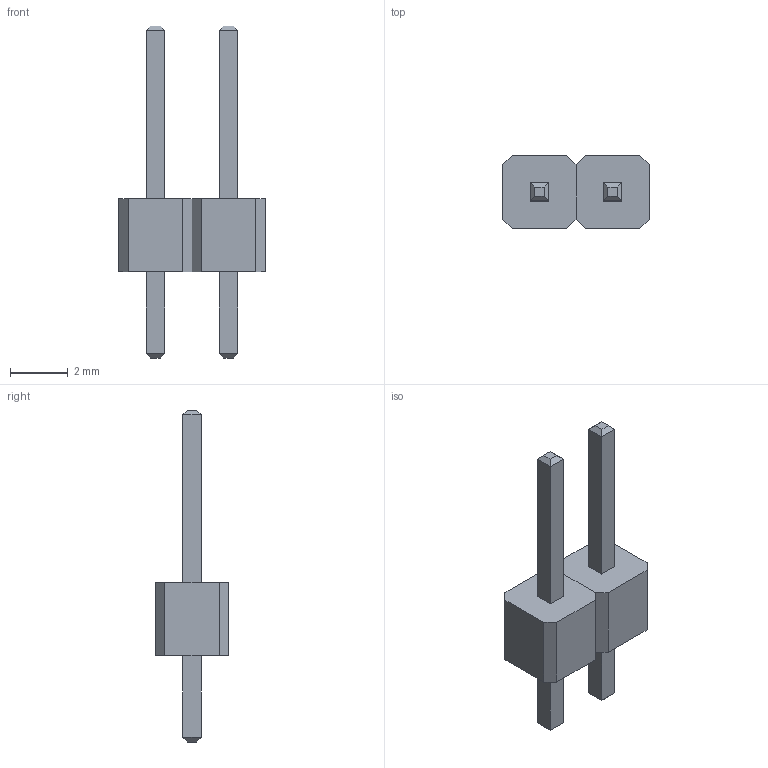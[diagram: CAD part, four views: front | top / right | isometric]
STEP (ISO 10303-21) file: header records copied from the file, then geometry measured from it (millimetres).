
FILE_DESCRIPTION(('FreeCAD Model'),'2;1');
FILE_NAME('Pin_Header_Straight_01x02.step','2019-08-07T19:48:22',('Author') ,(''),'Open CASCADE STEP processor 7.3','FreeCAD','Unknown');
FILE_SCHEMA(('AUTOMOTIVE_DESIGN { 1 0 10303 214 1 1 1 1 }'));
Length unit declared in the file: millimetre
Products named in the file (1): Pin_Header_Straight_01x02
Bounding box: 5.08 x 2.54 x 11.54 mm (x, y, z)
Volume: 39 mm3; surface area: 117.8 mm2
Topology: 2 solids, 2 shells, 56 faces, 128 edges, 80 vertices
Faces by surface type: plane 56
Entity records: 1927 total; most frequent: CARTESIAN_POINT 265, ORIENTED_EDGE 256, DIRECTION 242, EDGE_CURVE 128, LINE 128, VECTOR 128, VERTEX_POINT 80, FACE_BOUND 60
